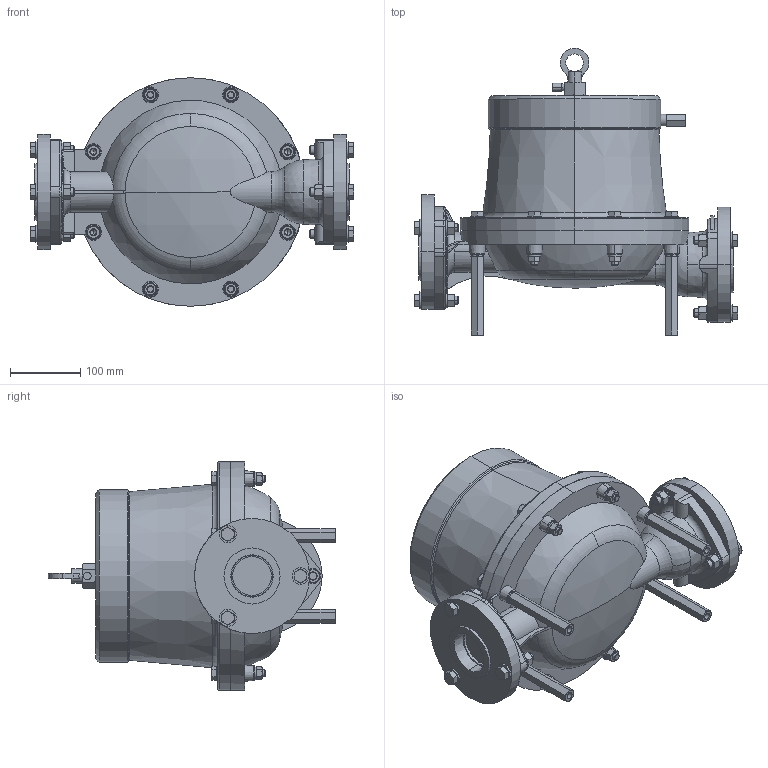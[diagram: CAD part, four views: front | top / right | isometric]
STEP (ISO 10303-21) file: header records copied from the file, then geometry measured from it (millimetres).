
FILE_DESCRIPTION (( 'STEP AP214' ), '1' );
FILE_NAME ('AD-50A_.STEP', '2009-04-01T02:03:39', ( ' ' ), ( ' ' ), 'SwSTEP 2.0', 'SolidWorks 2006303', '' );
FILE_SCHEMA (( 'AUTOMOTIVE_DESIGN' ));
Length unit declared in the file: millimetre
Products named in the file (1): AD-50A_
Bounding box: 461 x 409.8 x 326 mm (x, y, z)
Volume: 16104644 mm3; surface area: 631837.1 mm2
Topology: 2 solids, 14 shells, 1120 faces, 2589 edges, 1587 vertices
Faces by surface type: plane 419, cone 340, cylinder 283, torus 68, sphere 6, bspline 4
Entity records: 34161 total; most frequent: CARTESIAN_POINT 8917, DIRECTION 5423, ORIENTED_EDGE 5134, EDGE_CURVE 2567, AXIS2_PLACEMENT_3D 2260, VERTEX_POINT 1587, EDGE_LOOP 1264, CIRCLE 1143
